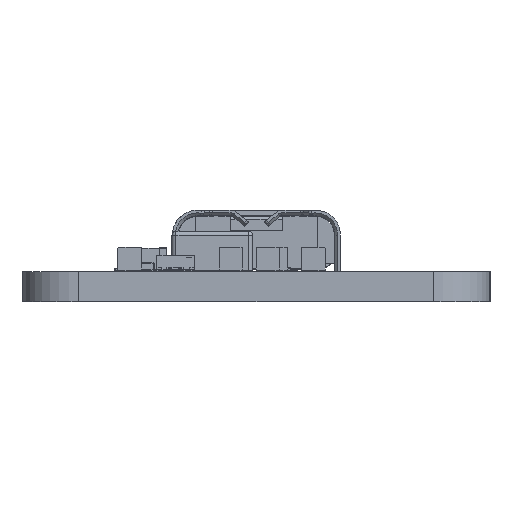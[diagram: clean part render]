
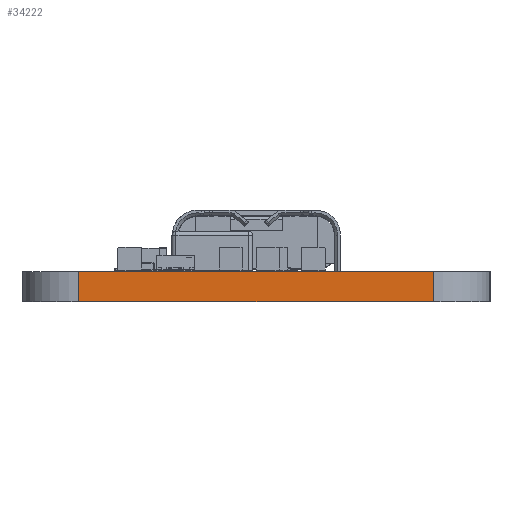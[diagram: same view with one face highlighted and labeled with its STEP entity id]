
A CAD part, left-side view. The second image highlights one B-rep face of the part: STEP entity #34222.
In plain terms, the highlighted planar face has unit normal (-1, 0, 0).
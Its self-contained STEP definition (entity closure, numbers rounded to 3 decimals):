
#33211 = VERTEX_POINT('',#33212);
#33212 = CARTESIAN_POINT('',(140.458,-81.401,0.));
#33219 = EDGE_CURVE('',#33220,#33211,#33222,.T.);
#33220 = VERTEX_POINT('',#33221);
#33221 = CARTESIAN_POINT('',(140.458,-100.301,0.));
#33222 = LINE('',#33223,#33224);
#33223 = CARTESIAN_POINT('',(140.458,-100.301,0.));
#33224 = VECTOR('',#33225,1.);
#33225 = DIRECTION('',(0.,1.,0.));
#33703 = VERTEX_POINT('',#33704);
#33704 = CARTESIAN_POINT('',(140.458,-81.401,1.6));
#33711 = EDGE_CURVE('',#33712,#33703,#33714,.T.);
#33712 = VERTEX_POINT('',#33713);
#33713 = CARTESIAN_POINT('',(140.458,-100.301,1.6));
#33714 = LINE('',#33715,#33716);
#33715 = CARTESIAN_POINT('',(140.458,-100.301,1.6));
#33716 = VECTOR('',#33717,1.);
#33717 = DIRECTION('',(0.,1.,0.));
#34192 = EDGE_CURVE('',#33211,#33703,#34193,.T.);
#34193 = LINE('',#34194,#34195);
#34194 = CARTESIAN_POINT('',(140.458,-81.401,0.));
#34195 = VECTOR('',#34196,1.);
#34196 = DIRECTION('',(0.,0.,1.));
#34222 = ADVANCED_FACE('',(#34223),#34234,.T.);
#34223 = FACE_BOUND('',#34224,.T.);
#34224 = EDGE_LOOP('',(#34225,#34231,#34232,#34233));
#34225 = ORIENTED_EDGE('',*,*,#34226,.T.);
#34226 = EDGE_CURVE('',#33220,#33712,#34227,.T.);
#34227 = LINE('',#34228,#34229);
#34228 = CARTESIAN_POINT('',(140.458,-100.301,0.));
#34229 = VECTOR('',#34230,1.);
#34230 = DIRECTION('',(0.,0.,1.));
#34231 = ORIENTED_EDGE('',*,*,#33711,.T.);
#34232 = ORIENTED_EDGE('',*,*,#34192,.F.);
#34233 = ORIENTED_EDGE('',*,*,#33219,.F.);
#34234 = PLANE('',#34235);
#34235 = AXIS2_PLACEMENT_3D('',#34236,#34237,#34238);
#34236 = CARTESIAN_POINT('',(140.458,-100.301,0.));
#34237 = DIRECTION('',(-1.,0.,0.));
#34238 = DIRECTION('',(0.,1.,0.));
